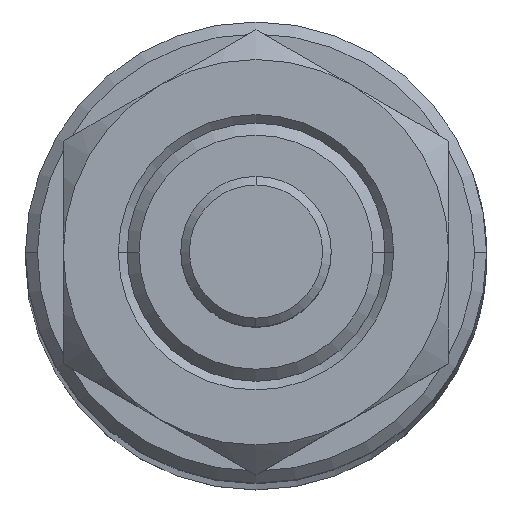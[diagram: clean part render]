
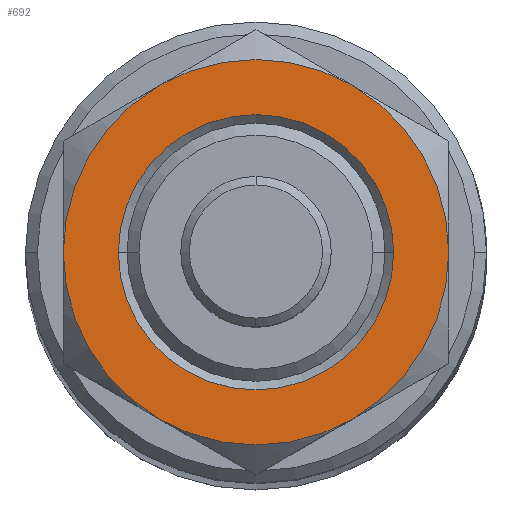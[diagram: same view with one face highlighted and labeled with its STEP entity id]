
A CAD part, top view. The second image highlights one B-rep face of the part: STEP entity #692.
In plain terms, the highlighted planar face has unit normal (0, 0, 1).
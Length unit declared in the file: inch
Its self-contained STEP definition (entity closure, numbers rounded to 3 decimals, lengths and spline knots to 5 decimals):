
#16 = EDGE_CURVE ( 'NONE', #2962, #2392, #1616, .T. ) ;
#89 = CIRCLE ( 'NONE', #400, 0.56 ) ;
#209 = DIRECTION ( 'NONE',  ( 0., 0., -1. ) ) ;
#217 = AXIS2_PLACEMENT_3D ( 'NONE', #2212, #553, #2498 ) ;
#315 = CARTESIAN_POINT ( 'NONE',  ( 0., 0., 0.21 ) ) ;
#390 = CARTESIAN_POINT ( 'NONE',  ( 0., 0., 0.21 ) ) ;
#400 = AXIS2_PLACEMENT_3D ( 'NONE', #2678, #1003, #2963 ) ;
#454 = DIRECTION ( 'NONE',  ( -1., 0., 0. ) ) ;
#461 = EDGE_CURVE ( 'NONE', #1851, #1842, #1790, .T. ) ;
#491 = CIRCLE ( 'NONE', #2419, 0.4 ) ;
#512 = ORIENTED_EDGE ( 'NONE', *, *, #16, .F. ) ;
#523 = EDGE_CURVE ( 'NONE', #3352, #3588, #3115, .T. ) ;
#553 = DIRECTION ( 'NONE',  ( 0., 0., -1. ) ) ;
#597 = DIRECTION ( 'NONE',  ( -1., 0., 0. ) ) ;
#664 = DIRECTION ( 'NONE',  ( -1., 0., 0. ) ) ;
#692 = ADVANCED_FACE ( 'NONE', ( #1181, #1274 ), #3230, .F. ) ;
#744 = CARTESIAN_POINT ( 'NONE',  ( -0.56, 0., 0.21 ) ) ;
#793 = EDGE_LOOP ( 'NONE', ( #2832, #1800, #512, #3139, #1885, #1441 ) ) ;
#813 = CARTESIAN_POINT ( 'NONE',  ( 0.56, 0., 0.21 ) ) ;
#903 = CARTESIAN_POINT ( 'NONE',  ( 0.28, -0.48497, 0.21 ) ) ;
#912 = CARTESIAN_POINT ( 'NONE',  ( 0., 0., 0.21 ) ) ;
#921 = CARTESIAN_POINT ( 'NONE',  ( -0.28, -0.48497, 0.21 ) ) ;
#931 = AXIS2_PLACEMENT_3D ( 'NONE', #315, #2249, #597 ) ;
#1003 = DIRECTION ( 'NONE',  ( 0., 0., -1. ) ) ;
#1038 = CIRCLE ( 'NONE', #1444, 0.56 ) ;
#1048 = CARTESIAN_POINT ( 'NONE',  ( 0.4, 0., 0.21 ) ) ;
#1175 = EDGE_CURVE ( 'NONE', #3162, #2241, #2186, .T. ) ;
#1176 = DIRECTION ( 'NONE',  ( -1., 0., 0. ) ) ;
#1181 = FACE_BOUND ( 'NONE', #3539, .T. ) ;
#1274 = FACE_OUTER_BOUND ( 'NONE', #793, .T. ) ;
#1277 = AXIS2_PLACEMENT_3D ( 'NONE', #3509, #2100, #454 ) ;
#1340 = AXIS2_PLACEMENT_3D ( 'NONE', #1429, #3411, #1709 ) ;
#1429 = CARTESIAN_POINT ( 'NONE',  ( 0., 0., 0.21 ) ) ;
#1441 = ORIENTED_EDGE ( 'NONE', *, *, #2574, .F. ) ;
#1444 = AXIS2_PLACEMENT_3D ( 'NONE', #390, #2319, #664 ) ;
#1459 = DIRECTION ( 'NONE',  ( 0., 0., 1. ) ) ;
#1486 = ORIENTED_EDGE ( 'NONE', *, *, #461, .T. ) ;
#1565 = EDGE_CURVE ( 'NONE', #2392, #3162, #2088, .T. ) ;
#1616 = CIRCLE ( 'NONE', #931, 0.56 ) ;
#1709 = DIRECTION ( 'NONE',  ( -1., 0., 0. ) ) ;
#1790 = CIRCLE ( 'NONE', #1340, 0.4 ) ;
#1800 = ORIENTED_EDGE ( 'NONE', *, *, #1565, .F. ) ;
#1842 = VERTEX_POINT ( 'NONE', #1872 ) ;
#1849 = CARTESIAN_POINT ( 'NONE',  ( -0.28, 0.48497, 0.21 ) ) ;
#1851 = VERTEX_POINT ( 'NONE', #1048 ) ;
#1859 = CARTESIAN_POINT ( 'NONE',  ( 0., 0., 0.21 ) ) ;
#1872 = CARTESIAN_POINT ( 'NONE',  ( -0.4, 0., 0.21 ) ) ;
#1885 = ORIENTED_EDGE ( 'NONE', *, *, #523, .T. ) ;
#1896 = AXIS2_PLACEMENT_3D ( 'NONE', #3151, #1459, #3435 ) ;
#2064 = EDGE_CURVE ( 'NONE', #3352, #2962, #1038, .T. ) ;
#2088 = CIRCLE ( 'NONE', #2189, 0.56 ) ;
#2100 = DIRECTION ( 'NONE',  ( 0., 0., -1. ) ) ;
#2145 = DIRECTION ( 'NONE',  ( -1., 0., 0. ) ) ;
#2186 = CIRCLE ( 'NONE', #217, 0.56 ) ;
#2189 = AXIS2_PLACEMENT_3D ( 'NONE', #1859, #209, #2145 ) ;
#2212 = CARTESIAN_POINT ( 'NONE',  ( 0., 0., 0.21 ) ) ;
#2241 = VERTEX_POINT ( 'NONE', #1849 ) ;
#2249 = DIRECTION ( 'NONE',  ( 0., 0., -1. ) ) ;
#2319 = DIRECTION ( 'NONE',  ( 0., 0., -1. ) ) ;
#2392 = VERTEX_POINT ( 'NONE', #921 ) ;
#2419 = AXIS2_PLACEMENT_3D ( 'NONE', #912, #2869, #1176 ) ;
#2498 = DIRECTION ( 'NONE',  ( -1., 0., 0. ) ) ;
#2574 = EDGE_CURVE ( 'NONE', #2241, #3588, #89, .T. ) ;
#2678 = CARTESIAN_POINT ( 'NONE',  ( 0., 0., 0.21 ) ) ;
#2832 = ORIENTED_EDGE ( 'NONE', *, *, #1175, .F. ) ;
#2869 = DIRECTION ( 'NONE',  ( 0., 0., -1. ) ) ;
#2939 = CARTESIAN_POINT ( 'NONE',  ( 0.28, 0.48497, 0.21 ) ) ;
#2962 = VERTEX_POINT ( 'NONE', #903 ) ;
#2963 = DIRECTION ( 'NONE',  ( -1., 0., 0. ) ) ;
#3066 = ORIENTED_EDGE ( 'NONE', *, *, #3444, .T. ) ;
#3115 = CIRCLE ( 'NONE', #1896, 0.56 ) ;
#3139 = ORIENTED_EDGE ( 'NONE', *, *, #2064, .F. ) ;
#3151 = CARTESIAN_POINT ( 'NONE',  ( 0., 0., 0.21 ) ) ;
#3162 = VERTEX_POINT ( 'NONE', #744 ) ;
#3230 = PLANE ( 'NONE',  #1277 ) ;
#3352 = VERTEX_POINT ( 'NONE', #813 ) ;
#3411 = DIRECTION ( 'NONE',  ( 0., 0., -1. ) ) ;
#3435 = DIRECTION ( 'NONE',  ( 1., 0., 0. ) ) ;
#3444 = EDGE_CURVE ( 'NONE', #1842, #1851, #491, .T. ) ;
#3509 = CARTESIAN_POINT ( 'NONE',  ( 0.56, 0.96995, 0.21 ) ) ;
#3539 = EDGE_LOOP ( 'NONE', ( #1486, #3066 ) ) ;
#3588 = VERTEX_POINT ( 'NONE', #2939 ) ;
